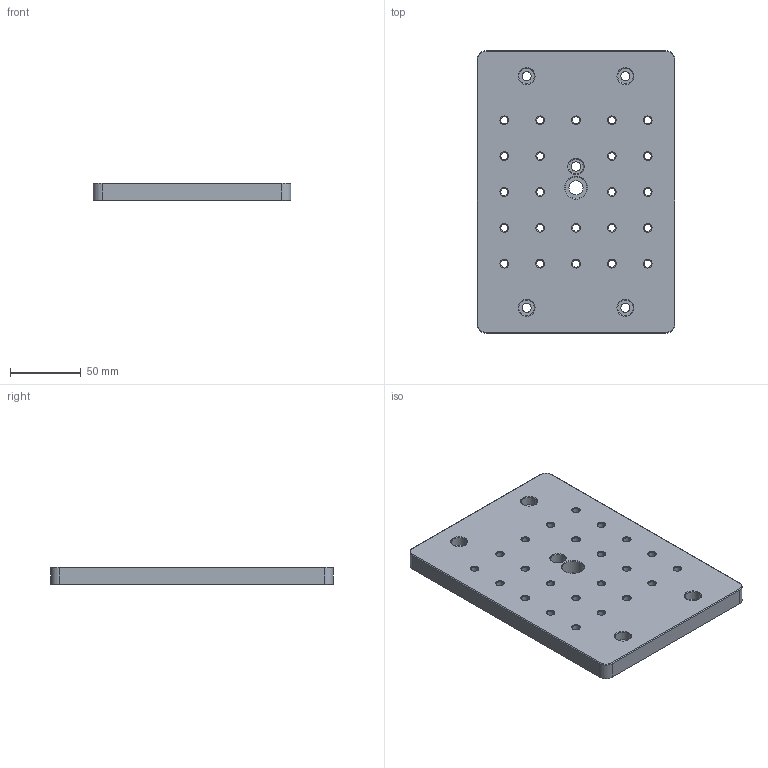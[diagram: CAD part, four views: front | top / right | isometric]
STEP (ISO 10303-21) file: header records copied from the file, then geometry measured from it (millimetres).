
FILE_DESCRIPTION(('FreeCAD Model'),'2;1');
FILE_NAME('Open CASCADE Shape Model','2022-03-01T12:58:04',('Author'),( ''),'Open CASCADE STEP processor 7.5','FreeCAD','Unknown');
FILE_SCHEMA(('AUTOMOTIVE_DESIGN { 1 0 10303 214 1 1 1 1 }'));
Length unit declared in the file: millimetre
Products named in the file (1): EdgeChamferBot
Bounding box: 140 x 200 x 12.7 mm (x, y, z)
Volume: 342567.2 mm3; surface area: 69387.8 mm2
Topology: 1 solids, 1 shells, 119 faces, 265 edges, 154 vertices
Faces by surface type: cone 60, cylinder 39, plane 20
Full cylindrical faces by diameter (mm): 5.105 x23, 6.4 x4, 6.642 x1, 9.944 x1, 10.525 x1, 11 x4, 15.287 x1
Entity records: 6894 total; most frequent: CARTESIAN_POINT 1553, DIRECTION 979, ORIENTED_EDGE 530, PCURVE 530, DEFINITIONAL_REPRESENTATION 530, LINE 443, VECTOR 443, EDGE_CURVE 265
